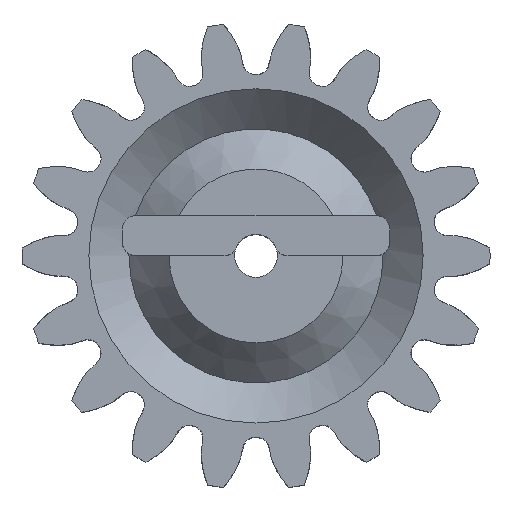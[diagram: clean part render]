
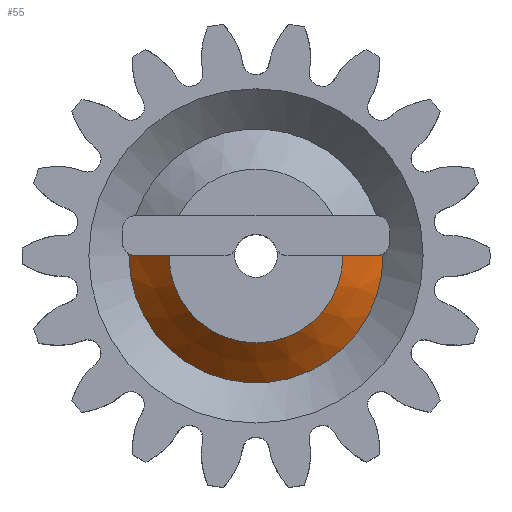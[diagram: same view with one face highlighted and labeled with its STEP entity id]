
A CAD part, top view. The second image highlights one B-rep face of the part: STEP entity #55.
In plain terms, the highlighted conical face has half-angle 45 degrees and reference radius 8 mm.
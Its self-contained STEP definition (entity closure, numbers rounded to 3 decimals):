
#55=ADVANCED_FACE('',(#240),#242,.T.);
#240=FACE_BOUND('',#241,.T.);
#241=EDGE_LOOP('',(#1107,#1108,#1109,#1110,#1111,#1112,#1113));
#242=CONICAL_SURFACE('',#243,8.,0.785);
#243=AXIS2_PLACEMENT_3D('',#244,#245,#246);
#244=CARTESIAN_POINT('',(0.,0.,5.5));
#245=DIRECTION('',(0.,0.,-1.));
#246=DIRECTION('',(1.,0.,0.));
#1107=ORIENTED_EDGE('',*,*,#4024,.F.);
#1108=ORIENTED_EDGE('',*,*,#4018,.F.);
#1109=ORIENTED_EDGE('',*,*,#3999,.F.);
#1110=ORIENTED_EDGE('',*,*,#4015,.F.);
#1111=ORIENTED_EDGE('',*,*,#4025,.F.);
#1112=ORIENTED_EDGE('',*,*,#4026,.F.);
#1113=ORIENTED_EDGE('',*,*,#4027,.T.);
#3999=EDGE_CURVE('',#4388,#4390,#4391,.T.);
#4015=EDGE_CURVE('',#4418,#4388,#4420,.T.);
#4018=EDGE_CURVE('',#4390,#4424,#4425,.F.);
#4024=EDGE_CURVE('',#4424,#4433,#4434,.T.);
#4025=EDGE_CURVE('',#4435,#4418,#4436,.F.);
#4026=EDGE_CURVE('',#4437,#4435,#4438,.T.);
#4027=EDGE_CURVE('',#4437,#4433,#4439,.T.);
#4388=VERTEX_POINT('',#5048);
#4390=VERTEX_POINT('',#5052);
#4391=CIRCLE('',#5053,6.5);
#4418=VERTEX_POINT('',#5118);
#4420=LINE('',#5122,#5123);
#4424=VERTEX_POINT('',#5133);
#4425=LINE('',#5134,#5135);
#4433=VERTEX_POINT('',#5156);
#4434=B_SPLINE_CURVE_WITH_KNOTS('',3,
(#5157,#5158,#5159,#5160,#5161,#5162,#5163,#5164,#5165,#5166,#5167,#5168,#5169,#5170,
#5171,#5172,#5173,#5174,#5175),
.UNSPECIFIED.,.F.,.F.,
(4,1,1,1,1,1,1,1,1,1,1,1,1,1,1,1,4),
(0.,0.065,0.131,0.197,0.262,0.328,
0.393,0.457,0.521,0.585,0.647,
0.708,0.768,0.827,0.886,0.943,
1.),
.UNSPECIFIED.);
#4435=VERTEX_POINT('',#5176);
#4436=B_SPLINE_CURVE_WITH_KNOTS('',3,
(#5177,#5178,#5179,#5180,#5181,#5182,#5183,#5184,#5185,#5186,#5187,#5188,#5189,#5190,
#5191,#5192,#5193,#5194,#5195),
.UNSPECIFIED.,.F.,.F.,
(4,1,1,1,1,1,1,1,1,1,1,1,1,1,1,1,4),
(0.,0.065,0.131,0.197,0.262,0.328,
0.393,0.457,0.521,0.585,0.647,
0.708,0.768,0.827,0.886,0.943,
1.),
.UNSPECIFIED.);
#4437=VERTEX_POINT('',#5196);
#4438=CIRCLE('',#5197,9.5);
#4439=CIRCLE('',#5201,9.5);
#5048=CARTESIAN_POINT('',(-6.5,0.,7.));
#5052=CARTESIAN_POINT('',(6.5,0.,7.));
#5053=AXIS2_PLACEMENT_3D('',#5054,#5055,#5056);
#5054=CARTESIAN_POINT('',(0.,0.,7.));
#5055=DIRECTION('',(0.,0.,1.));
#5056=DIRECTION('',(-1.,0.,0.));
#5118=CARTESIAN_POINT('',(-9.,0.,4.5));
#5122=CARTESIAN_POINT('',(-9.,0.,4.5));
#5123=VECTOR('',#5124,1.);
#5124=DIRECTION('',(0.707,0.,0.707));
#5133=CARTESIAN_POINT('',(9.,0.,4.5));
#5134=CARTESIAN_POINT('',(9.,0.,4.5));
#5135=VECTOR('',#5136,1.);
#5136=DIRECTION('',(-0.707,0.,0.707));
#5156=CARTESIAN_POINT('',(9.499,0.133,4.));
#5157=CARTESIAN_POINT('',(9.,0.,4.5));
#5158=CARTESIAN_POINT('',(9.011,0.,4.489));
#5159=CARTESIAN_POINT('',(9.034,0.,4.466));
#5160=CARTESIAN_POINT('',(9.068,0.002,4.432));
#5161=CARTESIAN_POINT('',(9.101,0.005,4.399));
#5162=CARTESIAN_POINT('',(9.135,0.009,4.365));
#5163=CARTESIAN_POINT('',(9.168,0.014,4.332));
#5164=CARTESIAN_POINT('',(9.201,0.02,4.299));
#5165=CARTESIAN_POINT('',(9.233,0.027,4.267));
#5166=CARTESIAN_POINT('',(9.265,0.036,4.235));
#5167=CARTESIAN_POINT('',(9.296,0.045,4.204));
#5168=CARTESIAN_POINT('',(9.327,0.055,4.173));
#5169=CARTESIAN_POINT('',(9.357,0.066,4.142));
#5170=CARTESIAN_POINT('',(9.387,0.078,4.113));
#5171=CARTESIAN_POINT('',(9.416,0.09,4.084));
#5172=CARTESIAN_POINT('',(9.444,0.104,4.055));
#5173=CARTESIAN_POINT('',(9.472,0.118,4.028));
#5174=CARTESIAN_POINT('',(9.49,0.128,4.009));
#5175=CARTESIAN_POINT('',(9.499,0.133,4.));
#5176=CARTESIAN_POINT('',(-9.499,0.133,4.));
#5177=CARTESIAN_POINT('',(-9.,0.,4.5));
#5178=CARTESIAN_POINT('',(-9.011,0.,4.489));
#5179=CARTESIAN_POINT('',(-9.034,0.,4.466));
#5180=CARTESIAN_POINT('',(-9.068,0.002,4.432));
#5181=CARTESIAN_POINT('',(-9.101,0.005,4.399));
#5182=CARTESIAN_POINT('',(-9.135,0.009,4.365));
#5183=CARTESIAN_POINT('',(-9.168,0.014,4.332));
#5184=CARTESIAN_POINT('',(-9.201,0.02,4.299));
#5185=CARTESIAN_POINT('',(-9.233,0.027,4.267));
#5186=CARTESIAN_POINT('',(-9.265,0.036,4.235));
#5187=CARTESIAN_POINT('',(-9.296,0.045,4.204));
#5188=CARTESIAN_POINT('',(-9.327,0.055,4.173));
#5189=CARTESIAN_POINT('',(-9.357,0.066,4.142));
#5190=CARTESIAN_POINT('',(-9.387,0.078,4.113));
#5191=CARTESIAN_POINT('',(-9.416,0.09,4.084));
#5192=CARTESIAN_POINT('',(-9.444,0.104,4.055));
#5193=CARTESIAN_POINT('',(-9.472,0.118,4.028));
#5194=CARTESIAN_POINT('',(-9.49,0.128,4.009));
#5195=CARTESIAN_POINT('',(-9.499,0.133,4.));
#5196=CARTESIAN_POINT('',(-9.5,0.,4.));
#5197=AXIS2_PLACEMENT_3D('',#5198,#5199,#5200);
#5198=CARTESIAN_POINT('',(0.,0.,4.));
#5199=DIRECTION('',(0.,0.,-1.));
#5200=DIRECTION('',(-1.,0.,0.));
#5201=AXIS2_PLACEMENT_3D('',#5202,#5203,#5204);
#5202=CARTESIAN_POINT('',(0.,0.,4.));
#5203=DIRECTION('',(0.,0.,1.));
#5204=DIRECTION('',(-1.,0.,0.));
